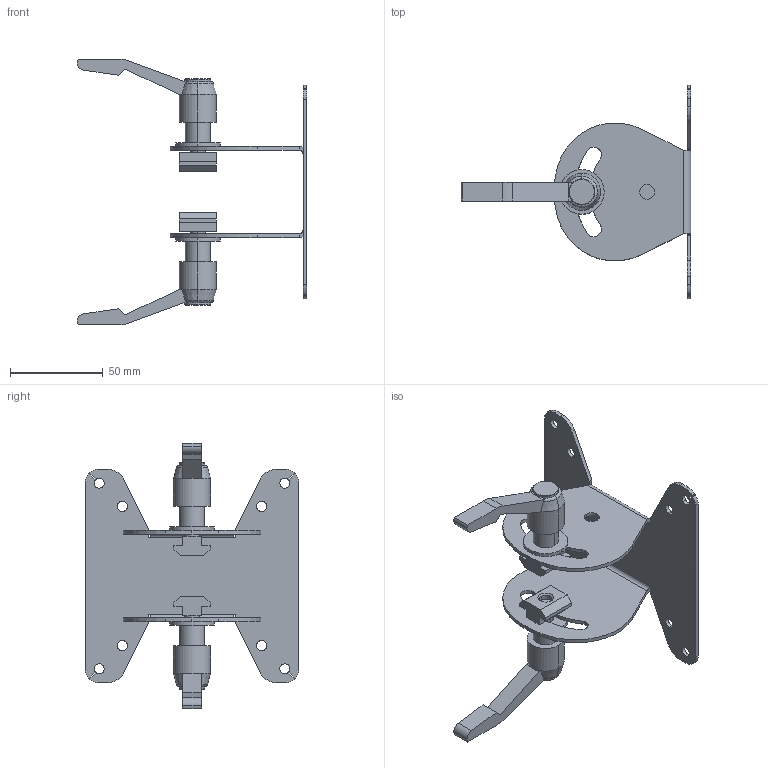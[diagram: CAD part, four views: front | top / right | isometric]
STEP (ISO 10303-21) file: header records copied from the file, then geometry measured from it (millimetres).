
FILE_DESCRIPTION(('STEP AP214'),'1');
FILE_NAME('cctmp_83B20DC6-6BAF-4524-8BEB-CA8169F266FC_2020_6_8_16_31_16_990..stp','2020-06-08T14:31:17',('Bosch Rexroth AG'),('CADClick - www.CADClick.com'),'Spatial InterOp 3D',' ','unknown authorization - (Healing Option Enabled)');
FILE_SCHEMA(('AUTOMOTIVE_DESIGN'));
Length unit declared in the file: millimetre
Products named in the file (1): 2020_06_08__16-31-16-955
Bounding box: 123.57 x 115 x 143 mm (x, y, z)
Volume: 64920.9 mm3; surface area: 47856.8 mm2
Topology: 1 solids, 1 shells, 264 faces, 722 edges, 464 vertices
Faces by surface type: cylinder 124, plane 108, cone 18, torus 10, bspline 4
Entity records: 10854 total; most frequent: CARTESIAN_POINT 1783, DIRECTION 1532, ORIENTED_EDGE 1444, EDGE_CURVE 722, AXIS2_PLACEMENT_3D 585, VERTEX_POINT 464, LINE 362, VECTOR 362
